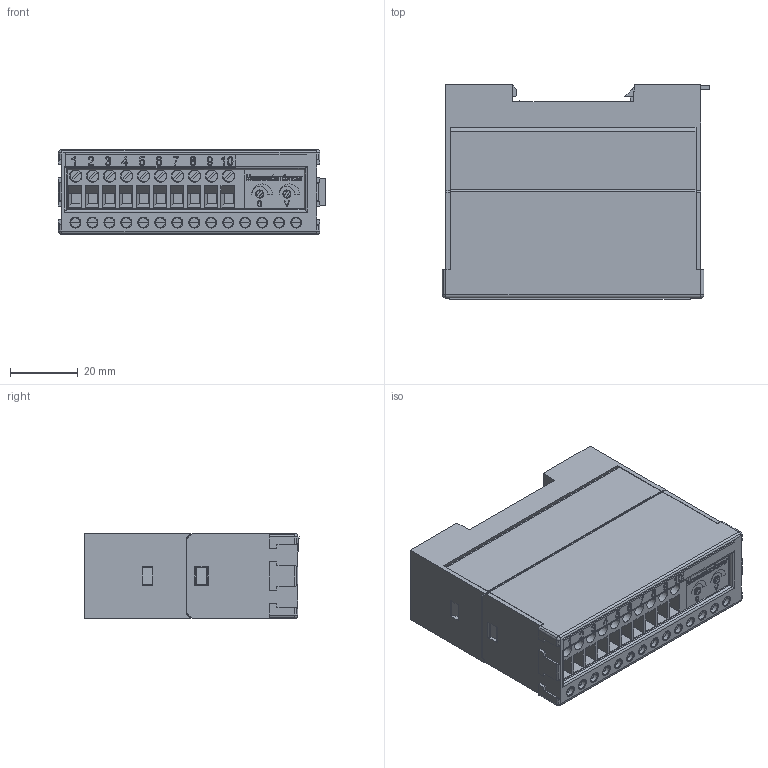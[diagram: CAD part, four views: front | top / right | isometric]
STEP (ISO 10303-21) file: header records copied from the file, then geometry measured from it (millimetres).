
FILE_DESCRIPTION(('STEP AP242'),'1');
FILE_NAME('400054001.stp','2023-09-26T08:04:56',('TraceParts'),('TraceParts S.A.'),'Spatial InterOp 3D',' ',' ');
FILE_SCHEMA(('AP242_MANAGED_MODEL_BASED_3D_ENGINEERING_MIM_LF {1 0 10303 442 1 1 4}'));
Length unit declared in the file: millimetre
Products named in the file (1): 400054001_1
Bounding box: 78.65 x 63.2 x 25 mm (x, y, z)
Volume: 106427 mm3; surface area: 23545.5 mm2
Topology: 2 solids, 26 shells, 1240 faces, 3316 edges, 2135 vertices
Faces by surface type: plane 661, bspline 215, cylinder 192, torus 156, cone 12, sphere 4
Entity records: 51694 total; most frequent: CARTESIAN_POINT 11500, ORIENTED_EDGE 6616, DIRECTION 5795, EDGE_CURVE 3308, VERTEX_POINT 2135, LINE 1993, VECTOR 1993, AXIS2_PLACEMENT_3D 1901
